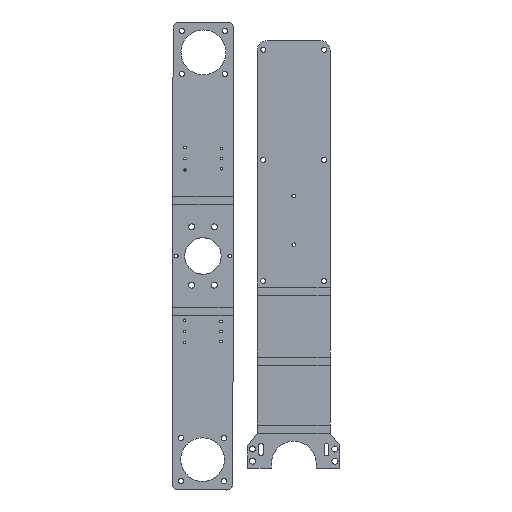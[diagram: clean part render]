
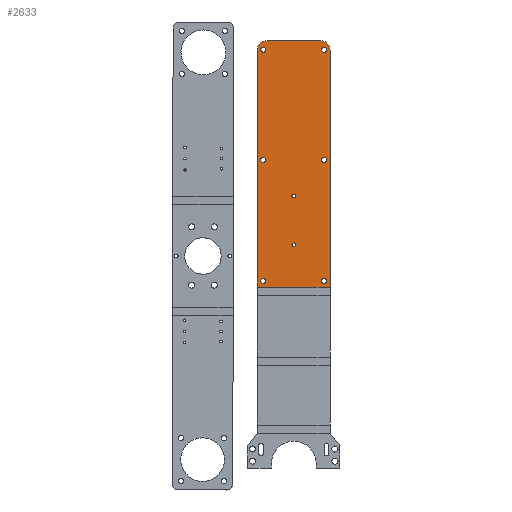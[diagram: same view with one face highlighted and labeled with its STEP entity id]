
A CAD part, top view. The second image highlights one B-rep face of the part: STEP entity #2633.
In plain terms, the highlighted face is planar.
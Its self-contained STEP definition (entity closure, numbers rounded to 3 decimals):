
#97=FACE_BOUND('',#594,.T.);
#98=FACE_BOUND('',#595,.T.);
#99=FACE_BOUND('',#596,.T.);
#100=FACE_BOUND('',#597,.T.);
#101=FACE_BOUND('',#598,.T.);
#102=FACE_BOUND('',#599,.T.);
#103=FACE_BOUND('',#600,.T.);
#104=FACE_BOUND('',#601,.T.);
#172=PLANE('',#2878);
#385=FACE_OUTER_BOUND('',#593,.T.);
#593=EDGE_LOOP('',(#2417,#2418,#2419,#2420,#2421,#2422));
#594=EDGE_LOOP('',(#2423));
#595=EDGE_LOOP('',(#2424));
#596=EDGE_LOOP('',(#2425));
#597=EDGE_LOOP('',(#2426));
#598=EDGE_LOOP('',(#2427));
#599=EDGE_LOOP('',(#2428));
#600=EDGE_LOOP('',(#2429));
#601=EDGE_LOOP('',(#2430));
#802=LINE('',#4667,#1010);
#805=LINE('',#4676,#1013);
#813=LINE('',#4710,#1021);
#815=LINE('',#4715,#1023);
#1010=VECTOR('',#3453,10.);
#1013=VECTOR('',#3460,10.);
#1021=VECTOR('',#3500,10.);
#1023=VECTOR('',#3504,10.);
#1109=CIRCLE('',#2817,1.5);
#1111=CIRCLE('',#2820,1.5);
#1115=CIRCLE('',#2853,2.1);
#1117=CIRCLE('',#2856,2.1);
#1119=CIRCLE('',#2859,2.1);
#1121=CIRCLE('',#2862,2.1);
#1124=CIRCLE('',#2866,8.);
#1126=CIRCLE('',#2871,8.);
#1127=CIRCLE('',#2873,2.1);
#1129=CIRCLE('',#2876,2.1);
#1309=VERTEX_POINT('',#4552);
#1311=VERTEX_POINT('',#4558);
#1337=VERTEX_POINT('',#4657);
#1338=VERTEX_POINT('',#4661);
#1341=VERTEX_POINT('',#4673);
#1342=VERTEX_POINT('',#4675);
#1343=VERTEX_POINT('',#4679);
#1345=VERTEX_POINT('',#4685);
#1347=VERTEX_POINT('',#4691);
#1349=VERTEX_POINT('',#4697);
#1352=VERTEX_POINT('',#4705);
#1354=VERTEX_POINT('',#4714);
#1355=VERTEX_POINT('',#4721);
#1357=VERTEX_POINT('',#4727);
#1630=EDGE_CURVE('',#1309,#1309,#1109,.T.);
#1633=EDGE_CURVE('',#1311,#1311,#1111,.T.);
#1688=EDGE_CURVE('',#1337,#1338,#802,.T.);
#1691=EDGE_CURVE('',#1342,#1341,#805,.T.);
#1693=EDGE_CURVE('',#1343,#1343,#1115,.T.);
#1696=EDGE_CURVE('',#1345,#1345,#1117,.T.);
#1699=EDGE_CURVE('',#1347,#1347,#1119,.T.);
#1702=EDGE_CURVE('',#1349,#1349,#1121,.T.);
#1706=EDGE_CURVE('',#1352,#1342,#1124,.T.);
#1709=EDGE_CURVE('',#1338,#1352,#813,.T.);
#1711=EDGE_CURVE('',#1354,#1337,#815,.T.);
#1714=EDGE_CURVE('',#1341,#1354,#1126,.T.);
#1715=EDGE_CURVE('',#1355,#1355,#1127,.T.);
#1718=EDGE_CURVE('',#1357,#1357,#1129,.T.);
#2417=ORIENTED_EDGE('',*,*,#1688,.T.);
#2418=ORIENTED_EDGE('',*,*,#1709,.T.);
#2419=ORIENTED_EDGE('',*,*,#1706,.T.);
#2420=ORIENTED_EDGE('',*,*,#1691,.T.);
#2421=ORIENTED_EDGE('',*,*,#1714,.T.);
#2422=ORIENTED_EDGE('',*,*,#1711,.T.);
#2423=ORIENTED_EDGE('',*,*,#1630,.T.);
#2424=ORIENTED_EDGE('',*,*,#1633,.T.);
#2425=ORIENTED_EDGE('',*,*,#1696,.T.);
#2426=ORIENTED_EDGE('',*,*,#1693,.T.);
#2427=ORIENTED_EDGE('',*,*,#1702,.T.);
#2428=ORIENTED_EDGE('',*,*,#1699,.T.);
#2429=ORIENTED_EDGE('',*,*,#1718,.T.);
#2430=ORIENTED_EDGE('',*,*,#1715,.T.);
#2633=ADVANCED_FACE('',(#385,#97,#98,#99,#100,#101,#102,#103,#104),#172,
 .T.);
#2817=AXIS2_PLACEMENT_3D('',#4553,#3335,#3336);
#2820=AXIS2_PLACEMENT_3D('',#4559,#3342,#3343);
#2853=AXIS2_PLACEMENT_3D('',#4680,#3464,#3465);
#2856=AXIS2_PLACEMENT_3D('',#4686,#3471,#3472);
#2859=AXIS2_PLACEMENT_3D('',#4692,#3478,#3479);
#2862=AXIS2_PLACEMENT_3D('',#4698,#3485,#3486);
#2866=AXIS2_PLACEMENT_3D('',#4706,#3494,#3495);
#2871=AXIS2_PLACEMENT_3D('',#4719,#3510,#3511);
#2873=AXIS2_PLACEMENT_3D('',#4722,#3514,#3515);
#2876=AXIS2_PLACEMENT_3D('',#4728,#3521,#3522);
#2878=AXIS2_PLACEMENT_3D('',#4732,#3526,#3527);
#3335=DIRECTION('center_axis',(-1.,0.,0.));
#3336=DIRECTION('ref_axis',(0.,1.,0.));
#3342=DIRECTION('center_axis',(-1.,0.,0.));
#3343=DIRECTION('ref_axis',(0.,1.,0.));
#3453=DIRECTION('',(0.,0.,-1.));
#3460=DIRECTION('',(0.,0.,1.));
#3464=DIRECTION('center_axis',(-1.,0.,0.));
#3465=DIRECTION('ref_axis',(0.,0.,1.));
#3471=DIRECTION('center_axis',(-1.,0.,0.));
#3472=DIRECTION('ref_axis',(0.,0.,1.));
#3478=DIRECTION('center_axis',(-1.,0.,0.));
#3479=DIRECTION('ref_axis',(0.,0.,1.));
#3485=DIRECTION('center_axis',(-1.,0.,0.));
#3486=DIRECTION('ref_axis',(0.,0.,1.));
#3494=DIRECTION('center_axis',(1.,0.,0.));
#3495=DIRECTION('ref_axis',(0.,0.,-1.));
#3500=DIRECTION('',(0.,1.,0.));
#3504=DIRECTION('',(0.,-1.,0.));
#3510=DIRECTION('center_axis',(1.,0.,0.));
#3511=DIRECTION('ref_axis',(0.,1.,0.));
#3514=DIRECTION('center_axis',(-1.,0.,0.));
#3515=DIRECTION('ref_axis',(0.,0.,1.));
#3521=DIRECTION('center_axis',(-1.,0.,0.));
#3522=DIRECTION('ref_axis',(0.,0.,1.));
#3526=DIRECTION('center_axis',(1.,0.,0.));
#3527=DIRECTION('ref_axis',(0.,0.,-1.));
#4552=CARTESIAN_POINT('',(38.,121.688,530.477));
#4553=CARTESIAN_POINT('Origin',(38.,123.188,530.477));
#4558=CARTESIAN_POINT('',(38.,81.687,530.477));
#4559=CARTESIAN_POINT('Origin',(38.,83.187,530.477));
#4657=CARTESIAN_POINT('',(38.,48.25,560.477));
#4661=CARTESIAN_POINT('',(38.,48.25,500.477));
#4667=CARTESIAN_POINT('',(38.,48.25,560.477));
#4673=CARTESIAN_POINT('',(38.,251.5,552.477));
#4675=CARTESIAN_POINT('',(38.,251.5,508.477));
#4676=CARTESIAN_POINT('',(38.,251.5,508.477));
#4679=CARTESIAN_POINT('',(38.,244.,503.277));
#4680=CARTESIAN_POINT('Origin',(38.,244.,505.377));
#4685=CARTESIAN_POINT('',(38.,244.,553.477));
#4686=CARTESIAN_POINT('Origin',(38.,244.,555.577));
#4691=CARTESIAN_POINT('',(38.,153.125,553.477));
#4692=CARTESIAN_POINT('Origin',(38.,153.125,555.577));
#4697=CARTESIAN_POINT('',(38.,153.125,503.277));
#4698=CARTESIAN_POINT('Origin',(38.,153.125,505.377));
#4705=CARTESIAN_POINT('',(38.,243.5,500.477));
#4706=CARTESIAN_POINT('Origin',(38.,243.5,508.477));
#4710=CARTESIAN_POINT('',(38.,30.,500.477));
#4714=CARTESIAN_POINT('',(38.,243.5,560.477));
#4715=CARTESIAN_POINT('',(38.,243.5,560.477));
#4719=CARTESIAN_POINT('Origin',(38.,243.5,552.477));
#4721=CARTESIAN_POINT('',(38.,53.25,553.477));
#4722=CARTESIAN_POINT('Origin',(38.,53.25,555.577));
#4727=CARTESIAN_POINT('',(38.,53.25,503.277));
#4728=CARTESIAN_POINT('Origin',(38.,53.25,505.377));
#4732=CARTESIAN_POINT('Origin',(38.,52.5,530.477));
